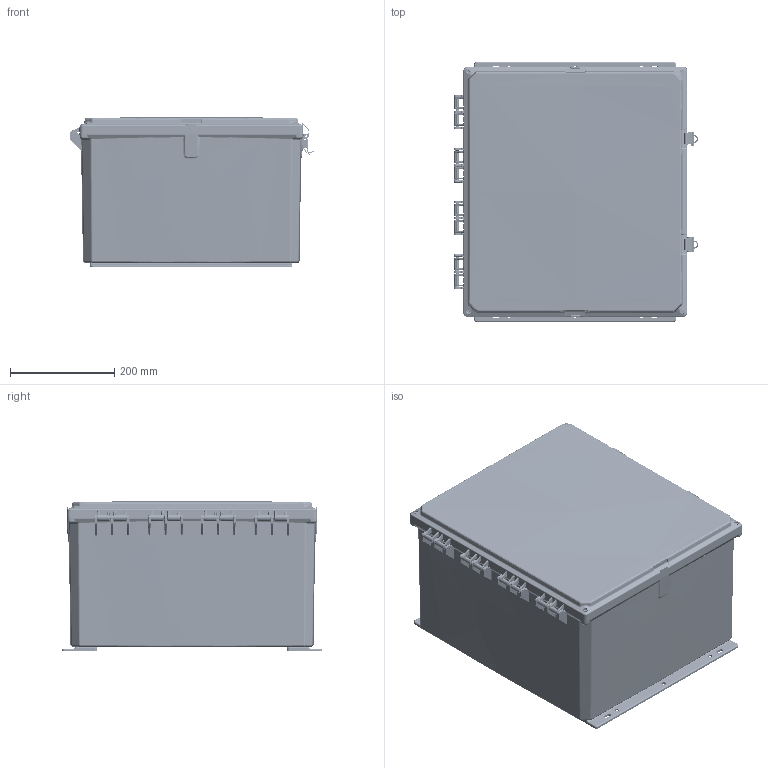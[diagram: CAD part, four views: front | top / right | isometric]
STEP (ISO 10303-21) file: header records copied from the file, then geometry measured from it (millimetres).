
FILE_DESCRIPTION (( 'STEP AP214' ), '1' );
FILE_NAME ('TEBWPC181610-KIT.STEP', '2020-06-18T16:08:35', ( '' ), ( '' ), 'SwSTEP 2.0', 'SolidWorks 2018', '' );
FILE_SCHEMA (( 'AUTOMOTIVE_DESIGN' ));
Length unit declared in the file: inch
Products named in the file (12): XFS-0020_91735A827; NBBWPC181610; NBBPC181610_16IN-MNT-FLANGE; NBBPC181610_Latch; TEBWPC181610-KIT; NBBPC181610_Box; XFW-0002; NBBPC181610_box assy; Integra-Bottom Insert; NBPC18-W-LID; Integra-Upper Insert; HGX-NPLATE04
Assembly tree (25 placements, depth 4):
  TEBWPC181610-KIT
    NBBWPC181610
      NBBPC181610_box assy
        NBBPC181610_Box
        Integra-Bottom Insert  x4
        Integra-Upper Insert  x4
      NBPC18-W-LID
      NBBPC181610_Latch  x2
      NBBPC181610_16IN-MNT-FLANGE  x2
    HGX-NPLATE04
    XFW-0002  x4
    XFS-0020_91735A827  x4
Bounding box: 469.2 x 499.87 x 290.07 mm (x, y, z)
Volume: 5726701.3 mm3; surface area: 2364131.4 mm2
Topology: 27 solids, 27 shells, 6584 faces, 16193 edges, 9231 vertices
Faces by surface type: cylinder 2475, bspline 2026, plane 1467, cone 592, torus 16, sphere 8
Entity records: 217324 total; most frequent: CARTESIAN_POINT 123188, ORIENTED_EDGE 21256, DIRECTION 13462, EDGE_CURVE 10628, VERTEX_POINT 6220, AXIS2_PLACEMENT_3D 4848, EDGE_LOOP 4656, FACE_OUTER_BOUND 4499
